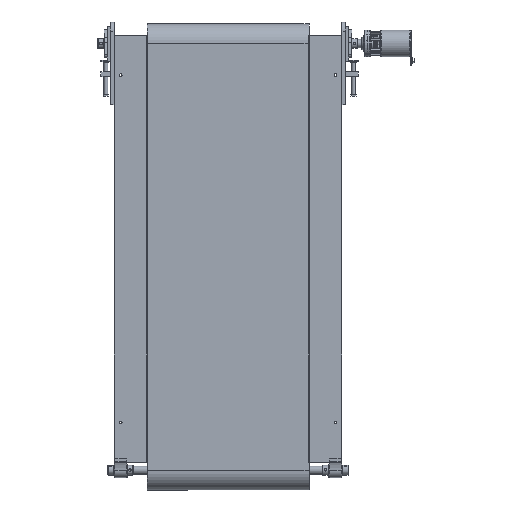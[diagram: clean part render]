
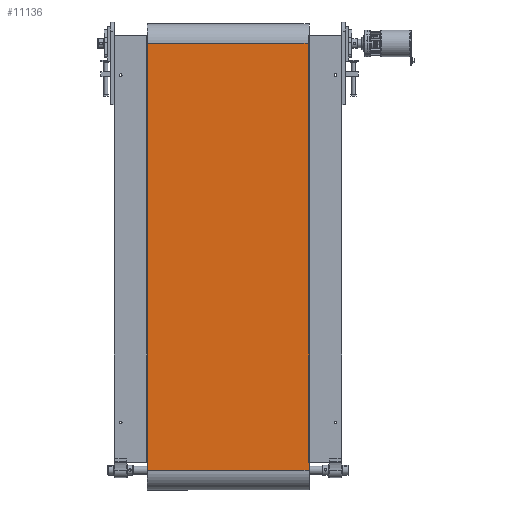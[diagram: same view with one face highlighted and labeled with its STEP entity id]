
A CAD part, front view. The second image highlights one B-rep face of the part: STEP entity #11136.
In plain terms, the highlighted planar face has unit normal (0, -1, 0).
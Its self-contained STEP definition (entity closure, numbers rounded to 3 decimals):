
#464=PLANE('',#12248);
#1000=LINE('',#18890,#1777);
#1012=LINE('',#18924,#1789);
#1013=LINE('',#18927,#1790);
#1014=LINE('',#18928,#1791);
#1777=VECTOR('',#14716,2.);
#1789=VECTOR('',#14750,2.);
#1790=VECTOR('',#14753,2.);
#1791=VECTOR('',#14754,2.);
#2811=FACE_OUTER_BOUND('',#3625,.T.);
#3625=EDGE_LOOP('',(#8829,#8830,#8831,#8832));
#5208=VERTEX_POINT('',#18883);
#5211=VERTEX_POINT('',#18888);
#5222=VERTEX_POINT('',#18922);
#5223=VERTEX_POINT('',#18926);
#6473=EDGE_CURVE('',#5211,#5208,#1000,.T.);
#6490=EDGE_CURVE('',#5211,#5222,#1012,.T.);
#6491=EDGE_CURVE('',#5223,#5222,#1013,.T.);
#6492=EDGE_CURVE('',#5208,#5223,#1014,.T.);
#8829=ORIENTED_EDGE('',*,*,#6490,.T.);
#8830=ORIENTED_EDGE('',*,*,#6491,.F.);
#8831=ORIENTED_EDGE('',*,*,#6492,.F.);
#8832=ORIENTED_EDGE('',*,*,#6473,.F.);
#11136=ADVANCED_FACE('',(#2811),#464,.T.);
#12248=AXIS2_PLACEMENT_3D('',#18925,#14751,#14752);
#14716=DIRECTION('',(0.,0.,-1.));
#14750=DIRECTION('',(-1.,0.,0.));
#14751=DIRECTION('center_axis',(0.,-1.,0.));
#14752=DIRECTION('ref_axis',(0.,0.,
1.));
#14753=DIRECTION('',(0.,0.,1.));
#14754=DIRECTION('',(-1.,0.,0.));
#18883=CARTESIAN_POINT('',(-180.689,-69.492,27.165));
#18888=CARTESIAN_POINT('',(-180.689,-69.492,285.405));
#18890=CARTESIAN_POINT('',(-180.689,-69.492,27.165));
#18922=CARTESIAN_POINT('',(-278.609,-69.492,285.405));
#18924=CARTESIAN_POINT('',(-229.649,-69.492,285.405));
#18925=CARTESIAN_POINT('Origin',(-229.649,-69.492,27.165));
#18926=CARTESIAN_POINT('',(-278.609,-69.492,27.165));
#18927=CARTESIAN_POINT('',(-278.609,-69.492,27.165));
#18928=CARTESIAN_POINT('',(-229.649,-69.492,27.165));
